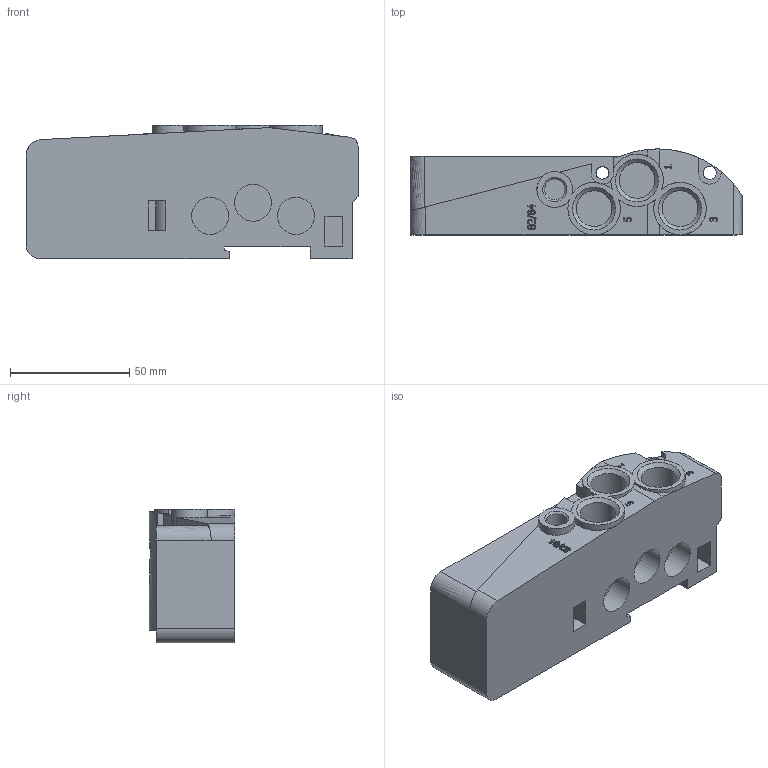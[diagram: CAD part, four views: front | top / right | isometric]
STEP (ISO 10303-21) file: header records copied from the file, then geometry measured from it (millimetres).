
FILE_DESCRIPTION((''),'2;1');
FILE_NAME('2530_03_00.stp','2009-04-16T15:39:41',('brembcl1'),(''),'Autodesk Inventor 2009','Autodesk Inventor 2009','');
FILE_SCHEMA(('AUTOMOTIVE_DESIGN { 1 0 10303 214 1 1 1 1 }'));
Length unit declared in the file: millimetre
Products named in the file (1): 2530_03_00
Bounding box: 139.2 x 36 x 56 mm (x, y, z)
Volume: 211842.6 mm3; surface area: 33499.3 mm2
Topology: 1 solids, 1 shells, 241 faces, 630 edges, 416 vertices
Faces by surface type: bspline 144, plane 80, cylinder 10, cone 7
Full cylindrical faces by diameter (mm): 3.242 x4, 3.5 x1, 14.95 x3
Entity records: 8791 total; most frequent: CARTESIAN_POINT 3537, ORIENTED_EDGE 1210, DIRECTION 715, EDGE_CURVE 605, VERTEX_POINT 414, VECTOR 353, LINE 353, EDGE_LOOP 295
